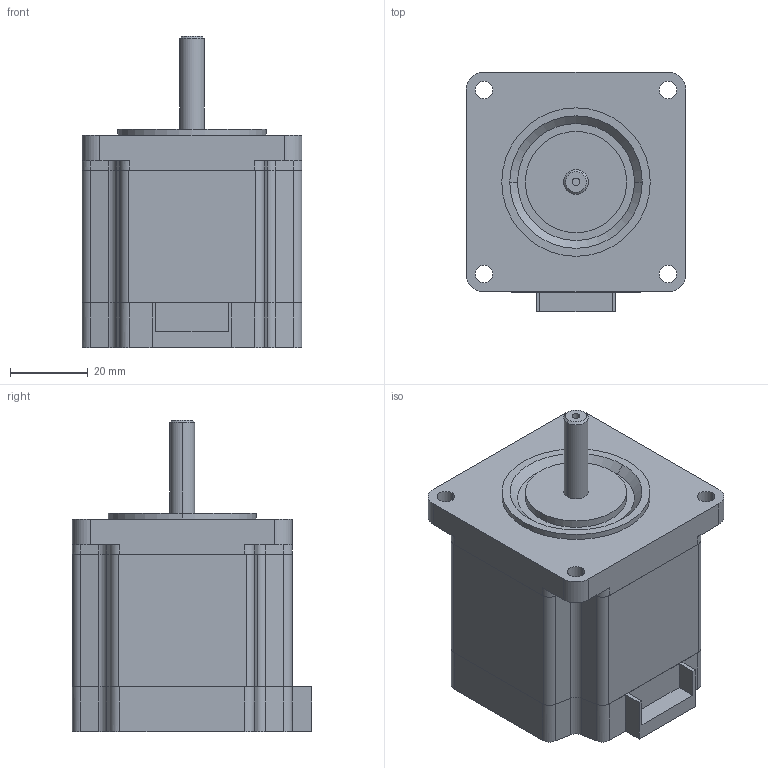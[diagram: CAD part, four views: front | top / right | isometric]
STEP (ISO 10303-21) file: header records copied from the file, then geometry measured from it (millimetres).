
FILE_DESCRIPTION (( 'STEP AP203' ), '1' );
FILE_NAME ('User Library-Nema 23_Default_sldprt.STEP', '2025-02-10T15:52:48', ( '' ), ( '' ), 'SwSTEP 2.0', 'SolidWorks 2024', '' );
FILE_SCHEMA (( 'CONFIG_CONTROL_DESIGN' ));
Length unit declared in the file: millimetre
Products named in the file (1): User Library-Nema 23_Default_sldprt
Bounding box: 56.39 x 61.39 x 79.84 mm (x, y, z)
Volume: 158383.5 mm3; surface area: 19234.6 mm2
Topology: 1 solids, 1 shells, 117 faces, 322 edges, 214 vertices
Faces by surface type: plane 57, cylinder 56, cone 4
Entity records: 3851 total; most frequent: DIRECTION 676, CARTESIAN_POINT 654, ORIENTED_EDGE 644, EDGE_CURVE 322, AXIS2_PLACEMENT_3D 236, VERTEX_POINT 214, LINE 204, VECTOR 204
